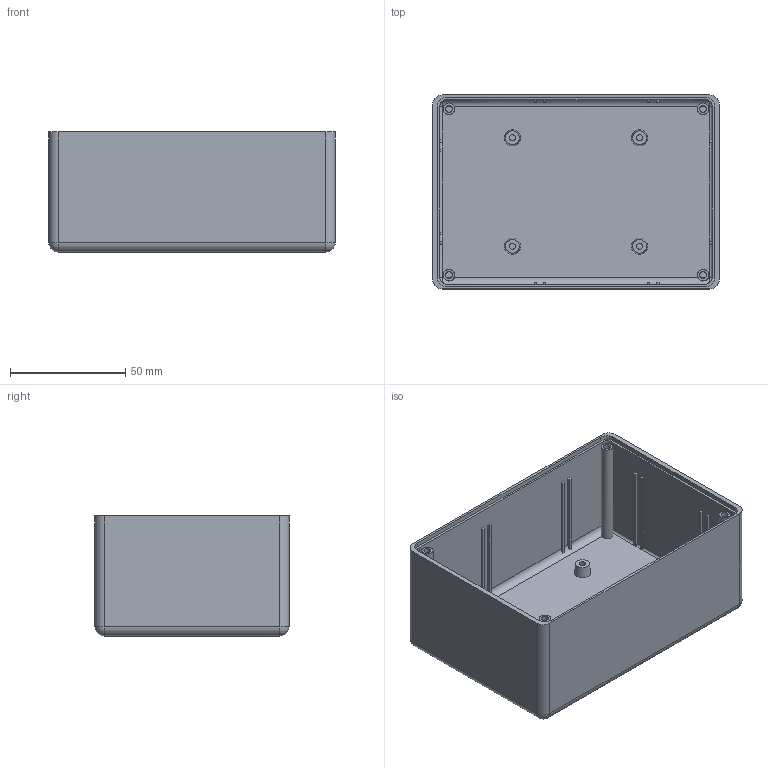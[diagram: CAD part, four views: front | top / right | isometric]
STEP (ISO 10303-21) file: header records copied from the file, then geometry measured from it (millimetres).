
FILE_DESCRIPTION(('FreeCAD Model'),'2;1');
FILE_NAME('Open CASCADE Shape Model','2024-07-08T23:40:07',('Author'),( ''),'Open CASCADE STEP processor 7.6','FreeCAD','Unknown');
FILE_SCHEMA(('AUTOMOTIVE_DESIGN { 1 0 10303 214 1 1 1 1 }'));
Length unit declared in the file: millimetre
Products named in the file (1): Bottom
Bounding box: 124 x 84 x 52 mm (x, y, z)
Volume: 80555.9 mm3; surface area: 66616.3 mm2
Topology: 1 solids, 1 shells, 152 faces, 376 edges, 232 vertices
Faces by surface type: plane 96, cylinder 44, sphere 4, bspline 4, cone 4
Full cylindrical faces by diameter (mm): 2.6 x4, 3 x4, 5 x4
Entity records: 4934 total; most frequent: CARTESIAN_POINT 1333, DIRECTION 750, ORIENTED_EDGE 736, EDGE_CURVE 368, AXIS2_PLACEMENT_3D 251, LINE 248, VECTOR 248, VERTEX_POINT 232
